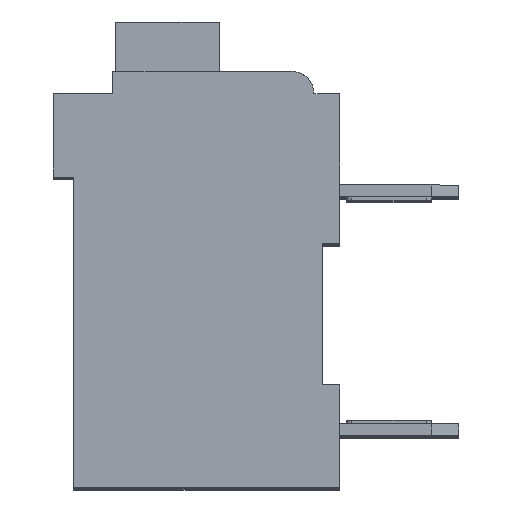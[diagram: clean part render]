
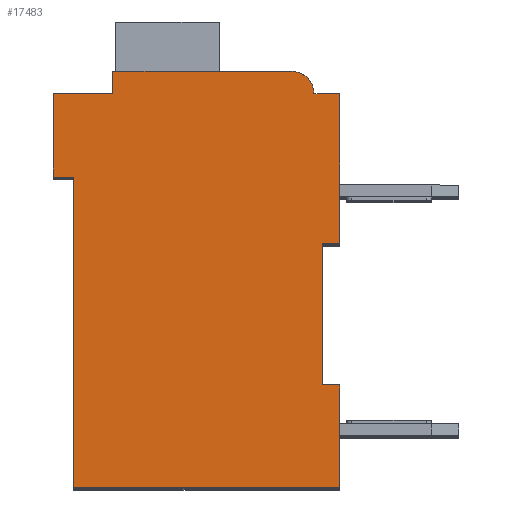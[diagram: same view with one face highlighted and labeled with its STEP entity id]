
A CAD part, top view. The second image highlights one B-rep face of the part: STEP entity #17483.
In plain terms, the highlighted planar face has unit normal (0, 0, 1).
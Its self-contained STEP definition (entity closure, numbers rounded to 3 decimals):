
#3200=DIRECTION('',(1.,0.,0.));
#3201=VECTOR('',#3200,0.5);
#3202=CARTESIAN_POINT('',(7.3,7.15,2.1));
#3203=LINE('',#3202,#3201);
#3204=DIRECTION('',(0.,1.,0.));
#3205=VECTOR('',#3204,4.15);
#3206=CARTESIAN_POINT('',(7.3,3.,2.1));
#3207=LINE('',#3206,#3205);
#3208=DIRECTION('',(-1.,0.,0.));
#3209=VECTOR('',#3208,0.5);
#3210=CARTESIAN_POINT('',(7.8,3.,2.1));
#3211=LINE('',#3210,#3209);
#3212=DIRECTION('',(0.,1.,0.));
#3213=VECTOR('',#3212,3.);
#3214=CARTESIAN_POINT('',(7.8,0.,2.1));
#3215=LINE('',#3214,#3213);
#3216=DIRECTION('',(1.,0.,0.));
#3217=VECTOR('',#3216,7.8);
#3218=CARTESIAN_POINT('',(0.,0.,2.1));
#3219=LINE('',#3218,#3217);
#3220=DIRECTION('',(0.,-1.,0.));
#3221=VECTOR('',#3220,9.1);
#3222=CARTESIAN_POINT('',(0.,9.1,2.1));
#3223=LINE('',#3222,#3221);
#3224=DIRECTION('',(1.,0.,0.));
#3225=VECTOR('',#3224,0.6);
#3226=CARTESIAN_POINT('',(-0.6,9.1,2.1));
#3227=LINE('',#3226,#3225);
#3228=DIRECTION('',(0.,-1.,0.));
#3229=VECTOR('',#3228,2.45);
#3230=CARTESIAN_POINT('',(-0.6,11.55,2.1));
#3231=LINE('',#3230,#3229);
#3232=DIRECTION('',(-1.,0.,0.));
#3233=VECTOR('',#3232,1.75);
#3234=CARTESIAN_POINT('',(1.15,11.55,2.1));
#3235=LINE('',#3234,#3233);
#3236=DIRECTION('',(0.,-1.,0.));
#3237=VECTOR('',#3236,0.65);
#3238=CARTESIAN_POINT('',(1.15,12.2,2.1));
#3239=LINE('',#3238,#3237);
#3240=DIRECTION('',(-1.,0.,0.));
#3241=VECTOR('',#3240,5.25);
#3242=CARTESIAN_POINT('',(6.4,12.2,2.1));
#3243=LINE('',#3242,#3241);
#3244=CARTESIAN_POINT('',(6.4,11.55,2.1));
#3245=DIRECTION('',(0.,0.,1.));
#3246=DIRECTION('',(1.,0.,0.));
#3247=AXIS2_PLACEMENT_3D('',#3244,#3245,#3246);
#3249=DIRECTION('',(-1.,0.,0.));
#3250=VECTOR('',#3249,0.75);
#3251=CARTESIAN_POINT('',(7.8,11.55,2.1));
#3252=LINE('',#3251,#3250);
#3253=DIRECTION('',(0.,1.,0.));
#3254=VECTOR('',#3253,4.4);
#3255=CARTESIAN_POINT('',(7.8,7.15,2.1));
#3256=LINE('',#3255,#3254);
#11251=CARTESIAN_POINT('',(7.3,7.15,2.1));
#11252=CARTESIAN_POINT('',(7.8,7.15,2.1));
#11253=VERTEX_POINT('',#11251);
#11254=VERTEX_POINT('',#11252);
#11255=CARTESIAN_POINT('',(7.8,11.55,2.1));
#11256=VERTEX_POINT('',#11255);
#11257=CARTESIAN_POINT('',(7.05,11.55,2.1));
#11258=VERTEX_POINT('',#11257);
#11259=CARTESIAN_POINT('',(6.4,12.2,2.1));
#11260=VERTEX_POINT('',#11259);
#11261=CARTESIAN_POINT('',(1.15,12.2,2.1));
#11262=VERTEX_POINT('',#11261);
#11263=CARTESIAN_POINT('',(1.15,11.55,2.1));
#11264=VERTEX_POINT('',#11263);
#11265=CARTESIAN_POINT('',(-0.6,11.55,2.1));
#11266=VERTEX_POINT('',#11265);
#11267=CARTESIAN_POINT('',(-0.6,9.1,2.1));
#11268=VERTEX_POINT('',#11267);
#11269=CARTESIAN_POINT('',(0.,9.1,2.1));
#11270=VERTEX_POINT('',#11269);
#11271=CARTESIAN_POINT('',(0.,0.,2.1));
#11272=VERTEX_POINT('',#11271);
#11273=CARTESIAN_POINT('',(7.8,0.,2.1));
#11274=VERTEX_POINT('',#11273);
#11275=CARTESIAN_POINT('',(7.8,3.,2.1));
#11276=VERTEX_POINT('',#11275);
#11277=CARTESIAN_POINT('',(7.3,3.,2.1));
#11278=VERTEX_POINT('',#11277);
#17459=CARTESIAN_POINT('',(0.,0.,2.1));
#17460=DIRECTION('',(0.,0.,1.));
#17461=DIRECTION('',(1.,0.,0.));
#17462=AXIS2_PLACEMENT_3D('',#17459,#17460,#17461);
#17463=PLANE('',#17462);
#17464=ORIENTED_EDGE('',*,*,#14780,.F.);
#17465=ORIENTED_EDGE('',*,*,#15359,.F.);
#17467=ORIENTED_EDGE('',*,*,#17466,.F.);
#17469=ORIENTED_EDGE('',*,*,#17468,.F.);
#17471=ORIENTED_EDGE('',*,*,#17470,.F.);
#17472=ORIENTED_EDGE('',*,*,#15806,.F.);
#17473=ORIENTED_EDGE('',*,*,#15926,.F.);
#17474=ORIENTED_EDGE('',*,*,#16140,.F.);
#17475=ORIENTED_EDGE('',*,*,#16359,.F.);
#17476=ORIENTED_EDGE('',*,*,#16428,.F.);
#17477=ORIENTED_EDGE('',*,*,#16766,.F.);
#17478=ORIENTED_EDGE('',*,*,#17261,.F.);
#17479=ORIENTED_EDGE('',*,*,#17141,.F.);
#17480=ORIENTED_EDGE('',*,*,#15095,.F.);
#17481=EDGE_LOOP('',(#17464,#17465,#17467,#17469,#17471,#17472,#17473,#17474,
#17475,#17476,#17477,#17478,#17479,#17480));
#17482=FACE_OUTER_BOUND('',#17481,.F.);
#3248=CIRCLE('',#3247,0.65);
#14780=EDGE_CURVE('',#11253,#11254,#3203,.T.);
#15095=EDGE_CURVE('',#11254,#11256,#3256,.T.);
#15359=EDGE_CURVE('',#11278,#11253,#3207,.T.);
#15806=EDGE_CURVE('',#11270,#11272,#3223,.T.);
#15926=EDGE_CURVE('',#11268,#11270,#3227,.T.);
#16140=EDGE_CURVE('',#11266,#11268,#3231,.T.);
#16359=EDGE_CURVE('',#11264,#11266,#3235,.T.);
#16428=EDGE_CURVE('',#11262,#11264,#3239,.T.);
#16766=EDGE_CURVE('',#11260,#11262,#3243,.T.);
#17141=EDGE_CURVE('',#11256,#11258,#3252,.T.);
#17261=EDGE_CURVE('',#11258,#11260,#3248,.T.);
#17466=EDGE_CURVE('',#11276,#11278,#3211,.T.);
#17468=EDGE_CURVE('',#11274,#11276,#3215,.T.);
#17470=EDGE_CURVE('',#11272,#11274,#3219,.T.);
#17483=ADVANCED_FACE('',(#17482),#17463,.T.);
